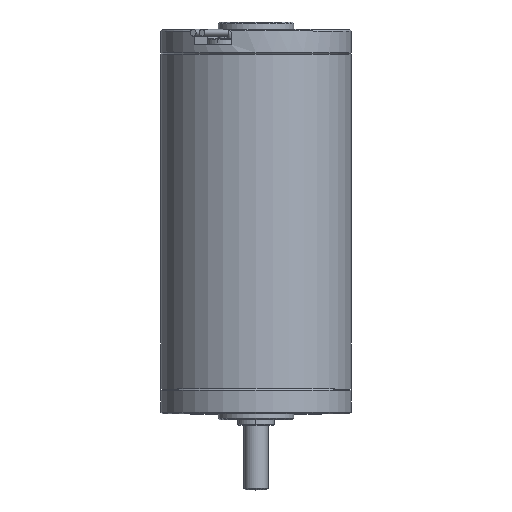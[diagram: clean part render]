
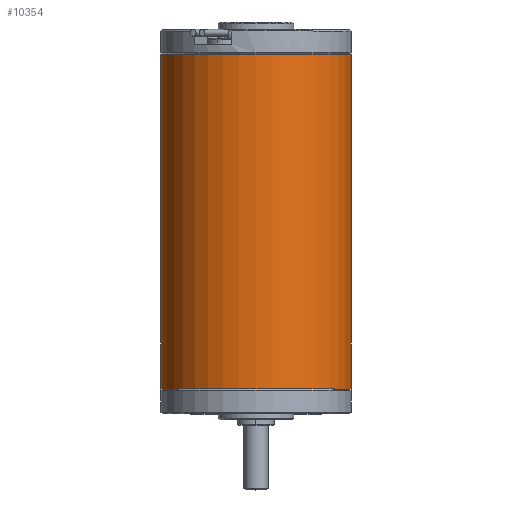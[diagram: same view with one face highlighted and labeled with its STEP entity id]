
A CAD part, top view. The second image highlights one B-rep face of the part: STEP entity #10354.
In plain terms, the highlighted cylindrical face has radius 31.5 mm (diameter 63 mm), a partial arc.
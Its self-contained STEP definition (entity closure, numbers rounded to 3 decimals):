
#3025=CARTESIAN_POINT('',(0.,110.7,0.));
#3026=DIRECTION('',(0.,1.,0.));
#3027=DIRECTION('',(-1.,0.,0.));
#3028=AXIS2_PLACEMENT_3D('',#3025,#3026,#3027);
#3045=DIRECTION('',(0.,1.,0.));
#3046=VECTOR('',#3045,110.7);
#3047=CARTESIAN_POINT('',(-31.5,0.,0.));
#3048=LINE('',#3047,#3046);
#3049=DIRECTION('',(0.,1.,0.));
#3050=VECTOR('',#3049,110.7);
#3051=CARTESIAN_POINT('',(31.5,0.,0.));
#3052=LINE('',#3051,#3050);
#3053=CARTESIAN_POINT('',(0.,0.,
0.));
#3054=DIRECTION('',(0.,1.,0.));
#3055=DIRECTION('',(-1.,0.,0.));
#3056=AXIS2_PLACEMENT_3D('',#3053,#3054,#3055);
#5884=CARTESIAN_POINT('',(-31.5,0.,0.));
#5885=CARTESIAN_POINT('',(-31.5,110.7,0.));
#5886=VERTEX_POINT('',#5884);
#5887=VERTEX_POINT('',#5885);
#5892=CARTESIAN_POINT('',(31.5,0.,0.));
#5893=CARTESIAN_POINT('',(31.5,110.7,0.));
#5894=VERTEX_POINT('',#5892);
#5895=VERTEX_POINT('',#5893);
#10340=CARTESIAN_POINT('',(0.,116.235,0.));
#10341=DIRECTION('',(0.,-1.,0.));
#10342=DIRECTION('',(1.,0.,0.));
#10343=AXIS2_PLACEMENT_3D('',#10340,#10341,#10342);
#10344=CYLINDRICAL_SURFACE('',#10343,31.5);
#10346=ORIENTED_EDGE('',*,*,#10345,.T.);
#10347=ORIENTED_EDGE('',*,*,#10328,.T.);
#10349=ORIENTED_EDGE('',*,*,#10348,.F.);
#10351=ORIENTED_EDGE('',*,*,#10350,.F.);
#10352=EDGE_LOOP('',(#10346,#10347,#10349,#10351));
#10353=FACE_OUTER_BOUND('',#10352,.F.);
#10354=ADVANCED_FACE('',(#10353),#10344,.T.);
#3029=CIRCLE('',#3028,31.5);
#3057=CIRCLE('',#3056,31.5);
#10328=EDGE_CURVE('',#5887,#5895,#3029,.T.);
#10345=EDGE_CURVE('',#5886,#5887,#3048,.T.);
#10348=EDGE_CURVE('',#5894,#5895,#3052,.T.);
#10350=EDGE_CURVE('',#5886,#5894,#3057,.T.);
